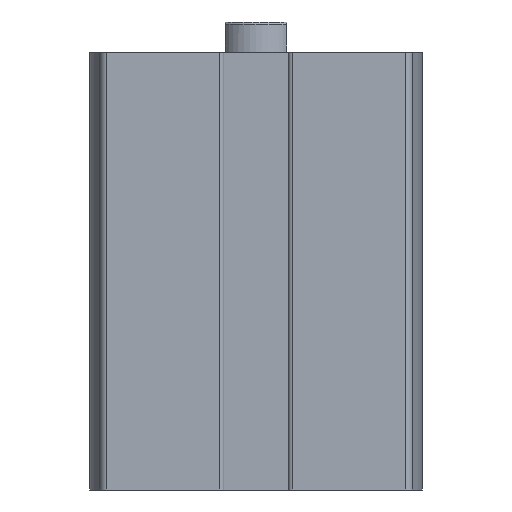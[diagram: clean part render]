
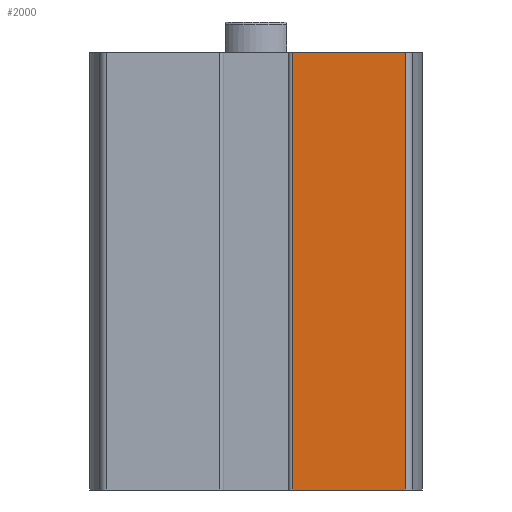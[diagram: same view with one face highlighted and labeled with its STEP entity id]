
A CAD part, front view. The second image highlights one B-rep face of the part: STEP entity #2000.
In plain terms, the highlighted planar face has unit normal (0, -1, 0).
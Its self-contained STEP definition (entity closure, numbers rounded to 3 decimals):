
#256=ORIENTED_EDGE('',*,*,#808,.T.);
#257=ORIENTED_EDGE('',*,*,#809,.F.);
#258=ORIENTED_EDGE('',*,*,#810,.F.);
#259=ORIENTED_EDGE('',*,*,#811,.T.);
#808=EDGE_CURVE('',#1084,#1085,#1289,.T.);
#809=EDGE_CURVE('',#1086,#1085,#1290,.T.);
#810=EDGE_CURVE('',#1087,#1086,#1291,.T.);
#811=EDGE_CURVE('',#1087,#1084,#1292,.T.);
#1084=VERTEX_POINT('',#3121);
#1085=VERTEX_POINT('',#3122);
#1086=VERTEX_POINT('',#3124);
#1087=VERTEX_POINT('',#3126);
#1289=LINE('',#3120,#1423);
#1290=LINE('',#3123,#1424);
#1291=LINE('',#3125,#1425);
#1292=LINE('',#3127,#1426);
#1423=VECTOR('',#2439,1000.);
#1424=VECTOR('',#2440,1000.);
#1425=VECTOR('',#2441,1000.);
#1426=VECTOR('',#2442,1000.);
#1554=EDGE_LOOP('',(#256,#257,#258,#259));
#1750=FACE_BOUND('',#1554,.T.);
#1947=PLANE('',#2158);
#2000=ADVANCED_FACE('',(#1750),#1947,.F.);
#2158=AXIS2_PLACEMENT_3D('',#3119,#2437,#2438);
#2437=DIRECTION('',(0.,1.,0.));
#2438=DIRECTION('',(0.,0.,1.));
#2439=DIRECTION('',(1.,0.,0.));
#2440=DIRECTION('',(0.,0.,-1.));
#2441=DIRECTION('',(1.,0.,0.));
#2442=DIRECTION('',(0.,0.,-1.));
#3119=CARTESIAN_POINT('',(-12.1,-13.5,35.5));
#3120=CARTESIAN_POINT('',(-12.1,-13.5,0.));
#3121=CARTESIAN_POINT('',(3.,-13.5,0.));
#3122=CARTESIAN_POINT('',(12.1,-13.5,0.));
#3123=CARTESIAN_POINT('',(12.1,-13.5,35.5));
#3124=CARTESIAN_POINT('',(12.1,-13.5,35.5));
#3125=CARTESIAN_POINT('',(-12.1,-13.5,35.5));
#3126=CARTESIAN_POINT('',(3.,-13.5,35.5));
#3127=CARTESIAN_POINT('',(3.,-13.5,35.5));
